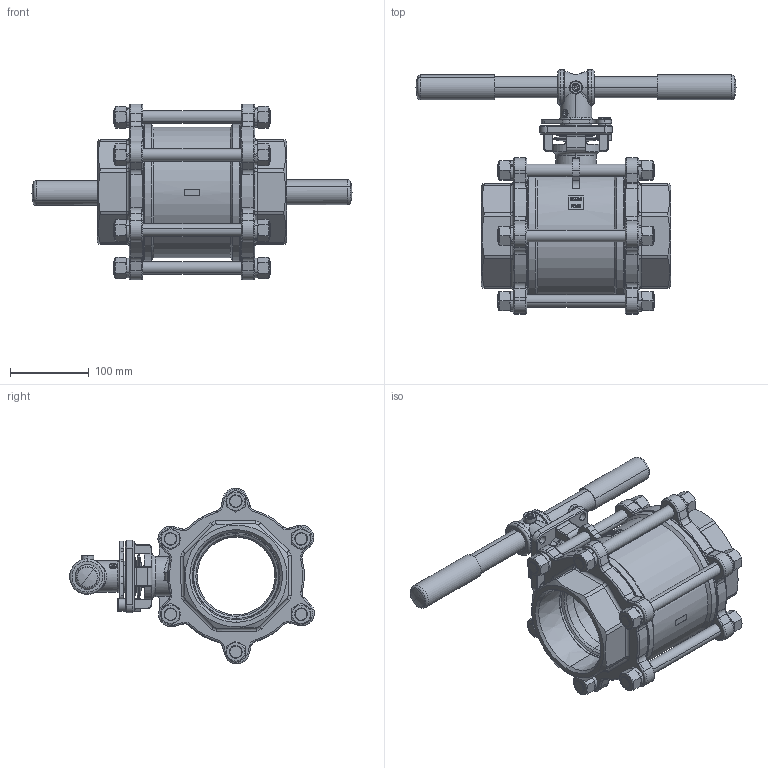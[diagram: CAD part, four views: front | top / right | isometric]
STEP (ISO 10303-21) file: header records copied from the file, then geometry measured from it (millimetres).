
FILE_DESCRIPTION (( 'STEP AP203' ), '1' );
FILE_NAME ('NPS4 蚾饜极.SLDASM.SLDPRT.STEP', '2024-10-24T00:33:51', ( '2023' ), ( '' ), 'SwSTEP 2.0', 'SolidWorks 2013', '' );
FILE_SCHEMA (( 'CONFIG_CONTROL_DESIGN' ));
Length unit declared in the file: millimetre
Products named in the file (1): NPS4 蚾饜极.SLDASM.SLDPRT
Bounding box: 406 x 310.27 x 223.19 mm (x, y, z)
Volume: 3564394 mm3; surface area: 614582.4 mm2
Topology: 48 solids, 48 shells, 1645 faces, 3983 edges, 2459 vertices
Faces by surface type: plane 586, cylinder 467, cone 242, torus 208, bspline 128, sphere 14
Entity records: 60700 total; most frequent: CARTESIAN_POINT 22781, ORIENTED_EDGE 7924, DIRECTION 7877, EDGE_CURVE 3962, AXIS2_PLACEMENT_3D 3073, VERTEX_POINT 2455, EDGE_LOOP 1789, VECTOR 1731
